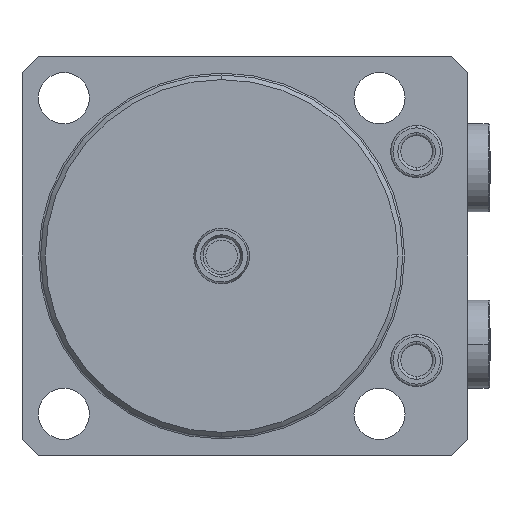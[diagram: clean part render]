
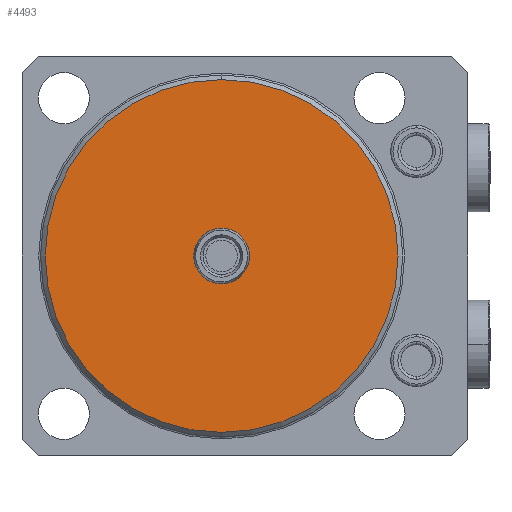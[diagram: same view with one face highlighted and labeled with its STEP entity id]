
A CAD part, front view. The second image highlights one B-rep face of the part: STEP entity #4493.
In plain terms, the highlighted planar face has unit normal (0, -1, 0).
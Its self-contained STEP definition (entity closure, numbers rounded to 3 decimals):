
#8 = PLANE ( 'NONE',  #6071 ) ;
#17 = CARTESIAN_POINT ( 'NONE',  ( 0., -55., 0. ) ) ;
#118 = EDGE_CURVE ( 'NONE', #550, #526, #3665, .T. ) ;
#428 = EDGE_LOOP ( 'NONE', ( #2320, #2319 ) ) ;
#431 = EDGE_LOOP ( 'NONE', ( #2322, #2321 ) ) ;
#526 = VERTEX_POINT ( 'NONE', #6449 ) ;
#550 = VERTEX_POINT ( 'NONE', #6407 ) ;
#559 = VERTEX_POINT ( 'NONE', #6398 ) ;
#572 = VERTEX_POINT ( 'NONE', #6505 ) ;
#1092 = CARTESIAN_POINT ( 'NONE',  ( 0., -55., 0. ) ) ;
#1381 = DIRECTION ( 'NONE',  ( 0., 0., 1. ) ) ;
#1383 = DIRECTION ( 'NONE',  ( 0., -1., 0. ) ) ;
#1483 = EDGE_CURVE ( 'NONE', #559, #572, #3857, .T. ) ;
#2319 = ORIENTED_EDGE ( 'NONE', *, *, #1483, .T. ) ;
#2320 = ORIENTED_EDGE ( 'NONE', *, *, #4648, .T. ) ;
#2321 = ORIENTED_EDGE ( 'NONE', *, *, #118, .T. ) ;
#2322 = ORIENTED_EDGE ( 'NONE', *, *, #4725, .T. ) ;
#3665 = CIRCLE ( 'NONE', #6209, 6. ) ;
#3857 = CIRCLE ( 'NONE', #6142, 38. ) ;
#4046 = FACE_BOUND ( 'NONE', #431, .T. ) ;
#4058 = FACE_OUTER_BOUND ( 'NONE', #428, .T. ) ;
#4297 = CIRCLE ( 'NONE', #5262, 38. ) ;
#4493 = ADVANCED_FACE ( 'NONE', ( #4046, #4058 ), #8, .F. ) ;
#4648 = EDGE_CURVE ( 'NONE', #572, #559, #4297, .T. ) ;
#4725 = EDGE_CURVE ( 'NONE', #526, #550, #7413, .T. ) ;
#4860 = DIRECTION ( 'NONE',  ( 0., 0., 1. ) ) ;
#4862 = DIRECTION ( 'NONE',  ( 0., 1., 0. ) ) ;
#4863 = CARTESIAN_POINT ( 'NONE',  ( 0., -55., 0. ) ) ;
#5230 = AXIS2_PLACEMENT_3D ( 'NONE', #4863, #4862, #4860 ) ;
#5262 = AXIS2_PLACEMENT_3D ( 'NONE', #5581, #5580, #5579 ) ;
#5579 = DIRECTION ( 'NONE',  ( 0., 0., 1. ) ) ;
#5580 = DIRECTION ( 'NONE',  ( 0., -1., 0. ) ) ;
#5581 = CARTESIAN_POINT ( 'NONE',  ( 0., -55., 0. ) ) ;
#6071 = AXIS2_PLACEMENT_3D ( 'NONE', #17, #8188, #8203 ) ;
#6142 = AXIS2_PLACEMENT_3D ( 'NONE', #1092, #1383, #1381 ) ;
#6209 = AXIS2_PLACEMENT_3D ( 'NONE', #6990, #6896, #7076 ) ;
#6398 = CARTESIAN_POINT ( 'NONE',  ( 0., -55., -38. ) ) ;
#6407 = CARTESIAN_POINT ( 'NONE',  ( 0., -55., -6. ) ) ;
#6449 = CARTESIAN_POINT ( 'NONE',  ( 0., -55., 6. ) ) ;
#6505 = CARTESIAN_POINT ( 'NONE',  ( 0., -55., 38. ) ) ;
#6896 = DIRECTION ( 'NONE',  ( 0., 1., 0. ) ) ;
#6990 = CARTESIAN_POINT ( 'NONE',  ( 0., -55., 0. ) ) ;
#7076 = DIRECTION ( 'NONE',  ( 0., 0., 1. ) ) ;
#7413 = CIRCLE ( 'NONE', #5230, 6. ) ;
#8188 = DIRECTION ( 'NONE',  ( 0., 1., 0. ) ) ;
#8203 = DIRECTION ( 'NONE',  ( 0., 0., 1. ) ) ;
